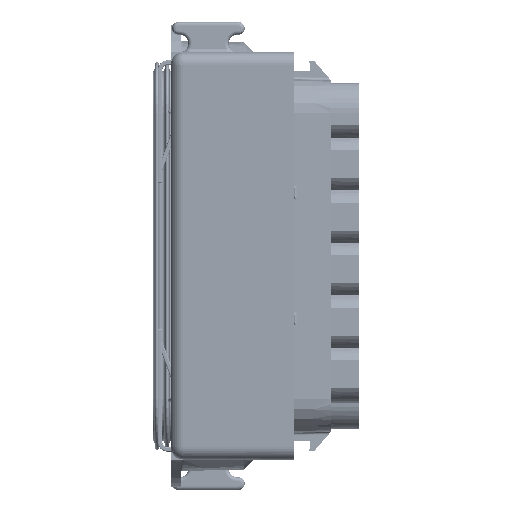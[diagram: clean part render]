
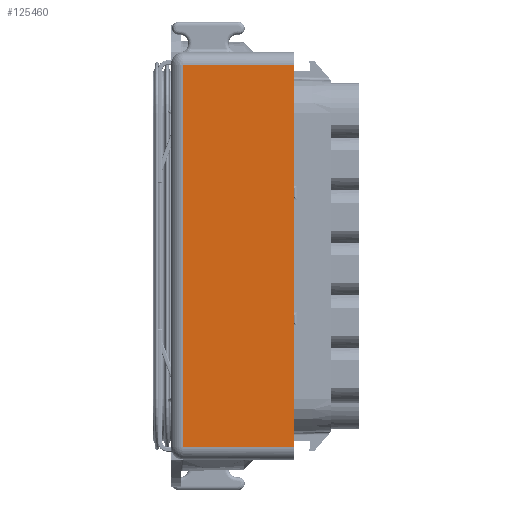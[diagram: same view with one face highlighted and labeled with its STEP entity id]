
A CAD part, left-side view. The second image highlights one B-rep face of the part: STEP entity #125460.
In plain terms, the highlighted planar face has unit normal (-1, 0.018, 0).
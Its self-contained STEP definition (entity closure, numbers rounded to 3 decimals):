
#742=DIRECTION('',(0.017,1.,0.));
#743=VECTOR('',#742,22.047);
#744=CARTESIAN_POINT('',(-84.928,-18.5,-37.85));
#745=LINE('',#744,#743);
#746=DIRECTION('',(0.,0.,1.));
#747=VECTOR('',#746,75.7);
#748=CARTESIAN_POINT('',(-84.543,3.544,-37.85));
#749=LINE('',#748,#747);
#750=DIRECTION('',(-0.017,-1.,0.));
#751=VECTOR('',#750,22.047);
#752=CARTESIAN_POINT('',(-84.543,3.544,37.85));
#753=LINE('',#752,#751);
#992=CARTESIAN_POINT('',(-84.928,-18.5,-37.85));
#1002=DIRECTION('',(0.,0.,-1.));
#1003=VECTOR('',#1002,75.7);
#1004=CARTESIAN_POINT('',(-84.928,-18.5,37.85));
#1005=LINE('',#1004,#1003);
#1014=CARTESIAN_POINT('',(-84.928,-18.5,37.85));
#114968=VERTEX_POINT('',#992);
#114970=CARTESIAN_POINT('',(-84.543,3.544,-37.85));
#114971=VERTEX_POINT('',#114970);
#114972=CARTESIAN_POINT('',(-84.543,3.544,37.85));
#114973=VERTEX_POINT('',#114972);
#114975=VERTEX_POINT('',#1014);
#125447=CARTESIAN_POINT('',(-84.5,6.,40.35));
#125448=DIRECTION('',(-1.,0.017,0.));
#125449=DIRECTION('',(-0.017,-1.,0.));
#125450=AXIS2_PLACEMENT_3D('',#125447,#125448,#125449);
#125451=PLANE('',#125450);
#125453=ORIENTED_EDGE('',*,*,#125452,.T.);
#125454=ORIENTED_EDGE('',*,*,#125421,.T.);
#125455=ORIENTED_EDGE('',*,*,#125373,.T.);
#125457=ORIENTED_EDGE('',*,*,#125456,.T.);
#125458=EDGE_LOOP('',(#125453,#125454,#125455,#125457));
#125459=FACE_OUTER_BOUND('',#125458,.F.);
#125460=ADVANCED_FACE('',(#125459),#125451,.T.);
#125373=EDGE_CURVE('',#114973,#114975,#753,.T.);
#125421=EDGE_CURVE('',#114971,#114973,#749,.T.);
#125452=EDGE_CURVE('',#114968,#114971,#745,.T.);
#125456=EDGE_CURVE('',#114975,#114968,#1005,.T.);
